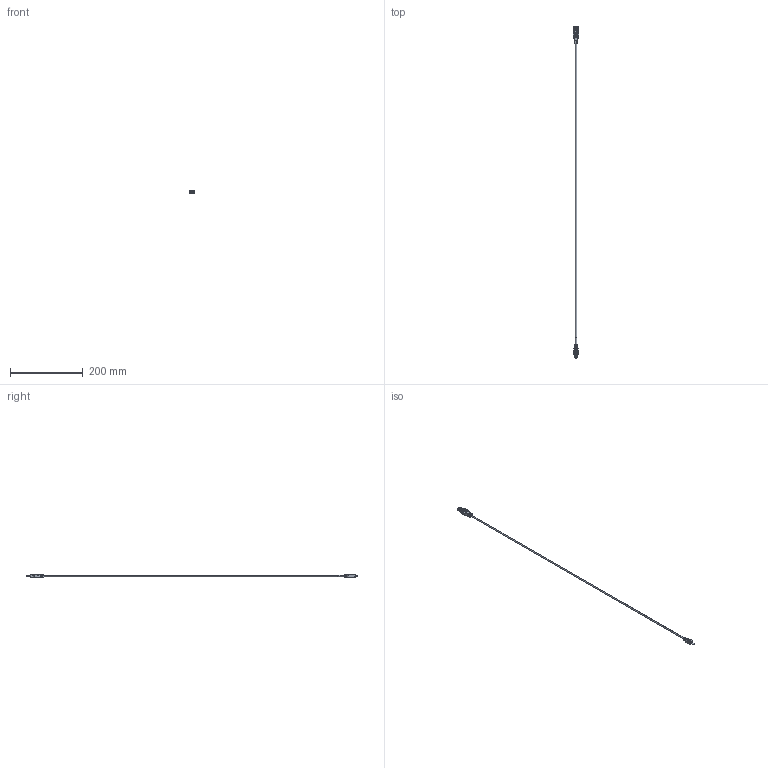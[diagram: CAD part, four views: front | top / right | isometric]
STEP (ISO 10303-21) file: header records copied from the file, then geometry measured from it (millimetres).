
FILE_DESCRIPTION((''),'2;1');
FILE_NAME('ASM0001_ASM','2018-02-02T',('Administrator'),(''),'PRO/ENGINEER BY PARAMETRIC TECHNOLOGY CORPORATION, 2010280','PRO/ENGINEER BY PARAMETRIC TECHNOLOGY CORPORATION, 2010280','');
FILE_SCHEMA(('CONFIG_CONTROL_DESIGN'));
Products named in the file (3): USB_AM_TO_BM; YJ1711-492_AMP_NBSP_MINI_USB_AM; ASM0001_ASM
Assembly tree (2 placements, depth 2):
  ASM0001_ASM
    USB_AM_TO_BM
    YJ1711-492_AMP_NBSP_MINI_USB_AM
Bounding box: 15.8 x 915 x 8.2 mm (x, y, z)
Surface area: 16881.2 mm2 (no closed solid volume)
Topology: 0 solids, 43 shells, 1745 faces, 5367 edges, 3547 vertices
Faces by surface type: plane 1058, cylinder 517, extrusion 61, cone 40, bspline 28, revolution 19, torus 14, sphere 8
Entity records: 64830 total; most frequent: CARTESIAN_POINT 18925, ORIENTED_EDGE 10119, DIRECTION 8352, EDGE_CURVE 5359, VERTEX_POINT 3549, VECTOR 3301, LINE 3240, AXIS2_PLACEMENT_3D 2516
